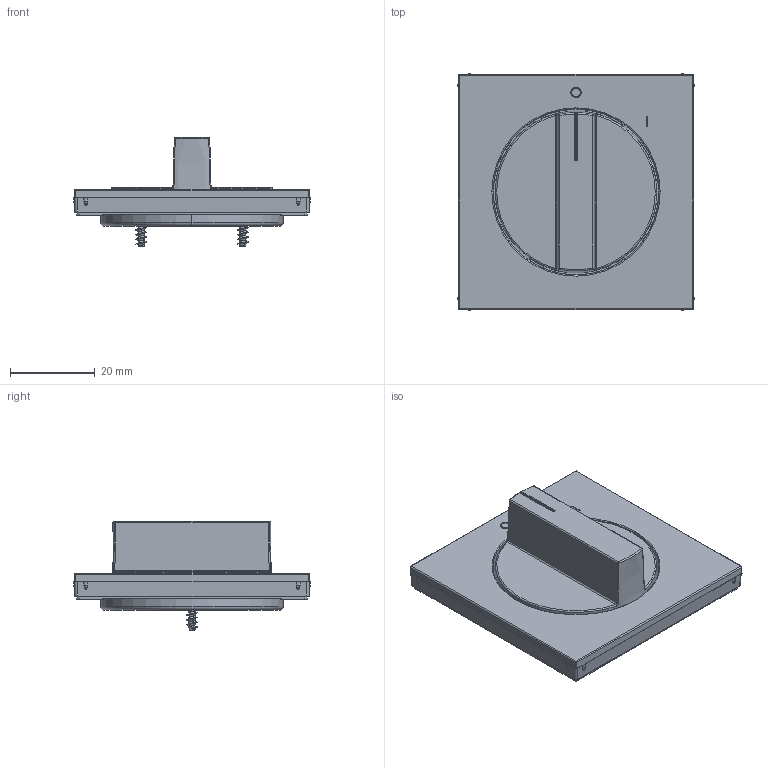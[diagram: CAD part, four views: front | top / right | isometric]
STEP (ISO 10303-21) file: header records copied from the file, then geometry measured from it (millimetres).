
FILE_DESCRIPTION((''),'2;1');
FILE_NAME('WAF1318_GEN_ASM','2025-03-19T11:30:15',('andolfs'),(''),'CREO PARAMETRIC BY PTC INC, 2023154','CREO PARAMETRIC BY PTC INC, 2023154','');
FILE_SCHEMA(('AUTOMOTIVE_DESIGN { 1 0 10303 214 1 1 1 1 }'));
Products named in the file (7): W4G0143_18; W3A0352_GEN; 9024172_GEN; 9003656000; 9002536000_PT-S_1000000837_PAE_000_AA; KLEMMRING_1000003495_PAE_000_AA; WAF1318_GEN_ASM
Assembly tree (7 placements, depth 2):
  WAF1318_GEN_ASM
    W4G0143_18
    W3A0352_GEN
    9024172_GEN
    9003656000
    9002536000_PT-S_1000000837_PAE_000_AA  x2
    KLEMMRING_1000003495_PAE_000_AA
Bounding box: 55.9 x 55.9 x 25.75 mm (x, y, z)
Volume: 15377.6 mm3; surface area: 17041.9 mm2
Topology: 6 solids, 8 shells, 1461 faces, 3954 edges, 2565 vertices
Faces by surface type: plane 1019, cylinder 189, extrusion 91, bspline 68, torus 48, cone 26, sphere 20
Entity records: 61852 total; most frequent: CARTESIAN_POINT 15690, ORIENTED_EDGE 7620, DIRECTION 6454, EDGE_CURVE 3814, VECTOR 2976, LINE 2885, VERTEX_POINT 2490, PRESENTATION_STYLE_ASSIGNMENT 2376
